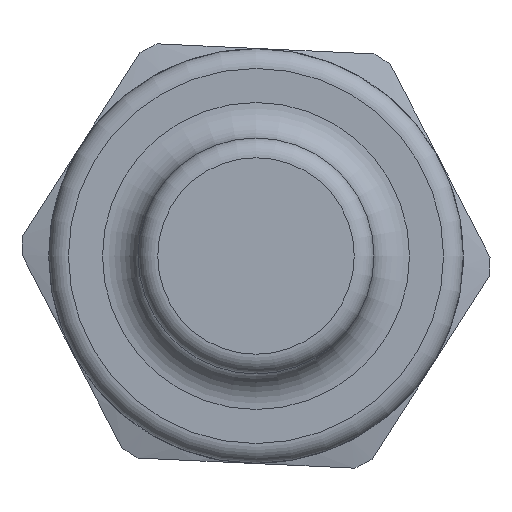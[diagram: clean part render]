
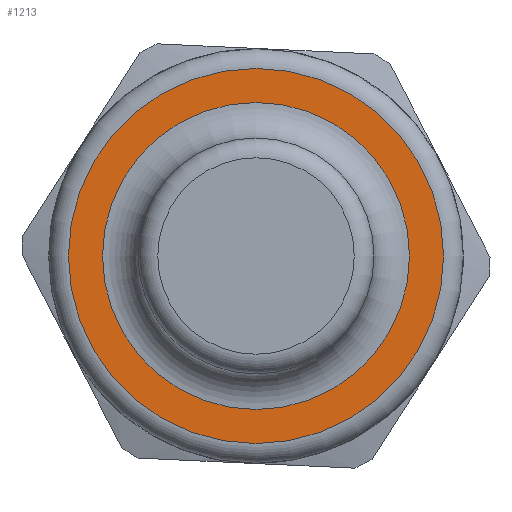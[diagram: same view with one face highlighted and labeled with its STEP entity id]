
A CAD part, left-side view. The second image highlights one B-rep face of the part: STEP entity #1213.
In plain terms, the highlighted planar face has unit normal (-1, 0, 0).
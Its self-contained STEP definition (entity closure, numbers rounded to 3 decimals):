
#1171=CARTESIAN_POINT('',(20.4,9.5,0.0));
#1172=VERTEX_POINT('',#1171);
#1173=CARTESIAN_POINT('',(20.4,0.0,0.0));
#1174=DIRECTION('',(1.0,0.0,0.0));
#1175=DIRECTION('',(0.0,-1.0,0.0));
#1176=AXIS2_PLACEMENT_3D('',#1173,#1174,#1175);
#1177=CIRCLE('',#1176,9.5);
#1178=EDGE_CURVE('',#1172,#1172,#1177,.T.);
#1194=CARTESIAN_POINT('',(20.4,8.238,0.0));
#1195=DIRECTION('',(-1.0,0.0,0.0));
#1196=DIRECTION('',(0.0,0.0,1.0));
#1197=AXIS2_PLACEMENT_3D('',#1194,#1195,#1196);
#1198=PLANE('',#1197);
#1199=ORIENTED_EDGE('',*,*,#1178,.F.);
#1200=EDGE_LOOP('',(#1199));
#1201=FACE_OUTER_BOUND('',#1200,.T.);
#1202=CARTESIAN_POINT('',(20.4,7.775,0.));
#1203=VERTEX_POINT('',#1202);
#1204=CARTESIAN_POINT('',(20.4,0.0,0.0));
#1205=DIRECTION('',(-1.0,0.0,0.0));
#1206=DIRECTION('',(0.0,-1.0,0.0));
#1207=AXIS2_PLACEMENT_3D('',#1204,#1205,#1206);
#1208=CIRCLE('',#1207,7.775);
#1209=EDGE_CURVE('',#1203,#1203,#1208,.T.);
#1210=ORIENTED_EDGE('',*,*,#1209,.F.);
#1211=EDGE_LOOP('',(#1210));
#1212=FACE_BOUND('',#1211,.T.);
#1213=ADVANCED_FACE('',(#1201,#1212),#1198,.T.);
